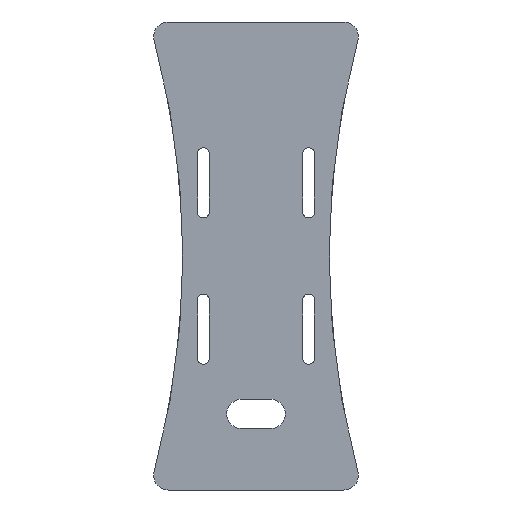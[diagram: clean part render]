
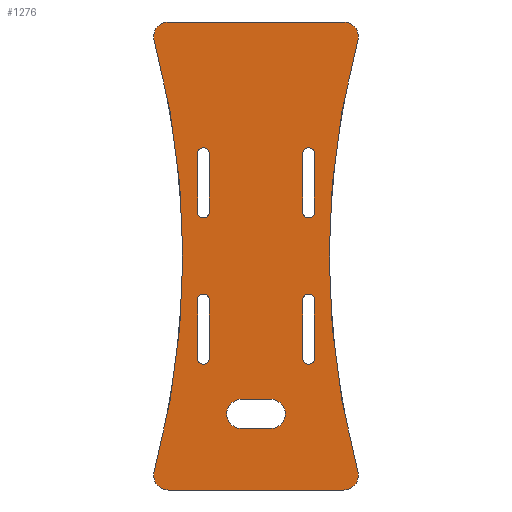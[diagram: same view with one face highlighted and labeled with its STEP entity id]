
A CAD part, front view. The second image highlights one B-rep face of the part: STEP entity #1276.
In plain terms, the highlighted planar face has unit normal (0, -1, 0).
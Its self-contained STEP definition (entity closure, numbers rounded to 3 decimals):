
#24=FACE_BOUND('',#410,.T.);
#25=FACE_BOUND('',#411,.T.);
#26=FACE_BOUND('',#412,.T.);
#27=FACE_BOUND('',#413,.T.);
#28=FACE_BOUND('',#414,.T.);
#50=PLANE('',#1455);
#73=LINE('',#2446,#155);
#77=LINE('',#2458,#159);
#81=LINE('',#2470,#163);
#85=LINE('',#2482,#167);
#89=LINE('',#2494,#171);
#93=LINE('',#2506,#175);
#97=LINE('',#2518,#179);
#101=LINE('',#2530,#183);
#105=LINE('',#2542,#187);
#109=LINE('',#2554,#191);
#121=LINE('',#2601,#203);
#126=LINE('',#2611,#208);
#155=VECTOR('',#1622,10.);
#159=VECTOR('',#1634,10.);
#163=VECTOR('',#1646,10.);
#167=VECTOR('',#1658,10.);
#171=VECTOR('',#1670,10.);
#175=VECTOR('',#1682,10.);
#179=VECTOR('',#1694,10.);
#183=VECTOR('',#1706,10.);
#187=VECTOR('',#1718,10.);
#191=VECTOR('',#1730,10.);
#203=VECTOR('',#1782,10.);
#208=VECTOR('',#1789,10.);
#328=FACE_OUTER_BOUND('',#409,.T.);
#409=EDGE_LOOP('',(#1169,#1170,#1171,#1172,#1173,#1174,#1175,#1176));
#410=EDGE_LOOP('',(#1177,#1178,#1179,#1180));
#411=EDGE_LOOP('',(#1181,#1182,#1183,#1184));
#412=EDGE_LOOP('',(#1185,#1186,#1187,#1188));
#413=EDGE_LOOP('',(#1189,#1190,#1191,#1192));
#414=EDGE_LOOP('',(#1193,#1194,#1195,#1196));
#476=CIRCLE('',#1373,5.);
#478=CIRCLE('',#1377,5.);
#480=CIRCLE('',#1381,2.);
#482=CIRCLE('',#1385,2.);
#484=CIRCLE('',#1389,2.);
#486=CIRCLE('',#1393,2.);
#488=CIRCLE('',#1397,2.);
#490=CIRCLE('',#1401,2.);
#492=CIRCLE('',#1405,2.);
#494=CIRCLE('',#1409,2.);
#511=CIRCLE('',#1441,5.);
#512=CIRCLE('',#1443,281.25);
#514=CIRCLE('',#1446,5.);
#515=CIRCLE('',#1448,5.);
#516=CIRCLE('',#1450,281.25);
#518=CIRCLE('',#1453,5.);
#573=VERTEX_POINT('',#2443);
#574=VERTEX_POINT('',#2445);
#576=VERTEX_POINT('',#2451);
#578=VERTEX_POINT('',#2457);
#581=VERTEX_POINT('',#2467);
#582=VERTEX_POINT('',#2469);
#584=VERTEX_POINT('',#2475);
#586=VERTEX_POINT('',#2481);
#589=VERTEX_POINT('',#2491);
#590=VERTEX_POINT('',#2493);
#592=VERTEX_POINT('',#2499);
#594=VERTEX_POINT('',#2505);
#597=VERTEX_POINT('',#2515);
#598=VERTEX_POINT('',#2517);
#600=VERTEX_POINT('',#2523);
#602=VERTEX_POINT('',#2529);
#605=VERTEX_POINT('',#2539);
#606=VERTEX_POINT('',#2541);
#608=VERTEX_POINT('',#2547);
#610=VERTEX_POINT('',#2553);
#624=VERTEX_POINT('',#2598);
#625=VERTEX_POINT('',#2600);
#628=VERTEX_POINT('',#2608);
#629=VERTEX_POINT('',#2610);
#635=VERTEX_POINT('',#2632);
#636=VERTEX_POINT('',#2636);
#637=VERTEX_POINT('',#2643);
#638=VERTEX_POINT('',#2647);
#721=EDGE_CURVE('',#574,#573,#73,.T.);
#724=EDGE_CURVE('',#576,#574,#476,.T.);
#727=EDGE_CURVE('',#578,#576,#77,.T.);
#730=EDGE_CURVE('',#573,#578,#478,.T.);
#733=EDGE_CURVE('',#582,#581,#81,.T.);
#736=EDGE_CURVE('',#584,#582,#480,.T.);
#739=EDGE_CURVE('',#586,#584,#85,.T.);
#742=EDGE_CURVE('',#581,#586,#482,.T.);
#745=EDGE_CURVE('',#590,#589,#89,.T.);
#748=EDGE_CURVE('',#592,#590,#484,.T.);
#751=EDGE_CURVE('',#594,#592,#93,.T.);
#754=EDGE_CURVE('',#589,#594,#486,.T.);
#757=EDGE_CURVE('',#598,#597,#97,.T.);
#760=EDGE_CURVE('',#600,#598,#488,.T.);
#763=EDGE_CURVE('',#602,#600,#101,.T.);
#766=EDGE_CURVE('',#597,#602,#490,.T.);
#769=EDGE_CURVE('',#606,#605,#105,.T.);
#772=EDGE_CURVE('',#608,#606,#492,.T.);
#775=EDGE_CURVE('',#610,#608,#109,.T.);
#778=EDGE_CURVE('',#605,#610,#494,.T.);
#797=EDGE_CURVE('',#624,#625,#121,.T.);
#802=EDGE_CURVE('',#628,#629,#126,.T.);
#813=EDGE_CURVE('',#635,#624,#511,.T.);
#815=EDGE_CURVE('',#636,#635,#512,.T.);
#818=EDGE_CURVE('',#629,#636,#514,.T.);
#819=EDGE_CURVE('',#637,#628,#515,.T.);
#821=EDGE_CURVE('',#638,#637,#516,.T.);
#824=EDGE_CURVE('',#625,#638,#518,.T.);
#1169=ORIENTED_EDGE('',*,*,#797,.F.);
#1170=ORIENTED_EDGE('',*,*,#813,.F.);
#1171=ORIENTED_EDGE('',*,*,#815,.F.);
#1172=ORIENTED_EDGE('',*,*,#818,.F.);
#1173=ORIENTED_EDGE('',*,*,#802,.F.);
#1174=ORIENTED_EDGE('',*,*,#819,.F.);
#1175=ORIENTED_EDGE('',*,*,#821,.F.);
#1176=ORIENTED_EDGE('',*,*,#824,.F.);
#1177=ORIENTED_EDGE('',*,*,#727,.T.);
#1178=ORIENTED_EDGE('',*,*,#724,.T.);
#1179=ORIENTED_EDGE('',*,*,#721,.T.);
#1180=ORIENTED_EDGE('',*,*,#730,.T.);
#1181=ORIENTED_EDGE('',*,*,#739,.T.);
#1182=ORIENTED_EDGE('',*,*,#736,.T.);
#1183=ORIENTED_EDGE('',*,*,#733,.T.);
#1184=ORIENTED_EDGE('',*,*,#742,.T.);
#1185=ORIENTED_EDGE('',*,*,#751,.T.);
#1186=ORIENTED_EDGE('',*,*,#748,.T.);
#1187=ORIENTED_EDGE('',*,*,#745,.T.);
#1188=ORIENTED_EDGE('',*,*,#754,.T.);
#1189=ORIENTED_EDGE('',*,*,#763,.T.);
#1190=ORIENTED_EDGE('',*,*,#760,.T.);
#1191=ORIENTED_EDGE('',*,*,#757,.T.);
#1192=ORIENTED_EDGE('',*,*,#766,.T.);
#1193=ORIENTED_EDGE('',*,*,#775,.T.);
#1194=ORIENTED_EDGE('',*,*,#772,.T.);
#1195=ORIENTED_EDGE('',*,*,#769,.T.);
#1196=ORIENTED_EDGE('',*,*,#778,.T.);
#1276=ADVANCED_FACE('',(#328,#24,#25,#26,#27,#28),#50,.F.);
#1373=AXIS2_PLACEMENT_3D('',#2452,#1628,#1629);
#1377=AXIS2_PLACEMENT_3D('',#2462,#1640,#1641);
#1381=AXIS2_PLACEMENT_3D('',#2476,#1652,#1653);
#1385=AXIS2_PLACEMENT_3D('',#2486,#1664,#1665);
#1389=AXIS2_PLACEMENT_3D('',#2500,#1676,#1677);
#1393=AXIS2_PLACEMENT_3D('',#2510,#1688,#1689);
#1397=AXIS2_PLACEMENT_3D('',#2524,#1700,#1701);
#1401=AXIS2_PLACEMENT_3D('',#2534,#1712,#1713);
#1405=AXIS2_PLACEMENT_3D('',#2548,#1724,#1725);
#1409=AXIS2_PLACEMENT_3D('',#2558,#1736,#1737);
#1441=AXIS2_PLACEMENT_3D('',#2633,#1818,#1819);
#1443=AXIS2_PLACEMENT_3D('',#2637,#1823,#1824);
#1446=AXIS2_PLACEMENT_3D('',#2641,#1830,#1831);
#1448=AXIS2_PLACEMENT_3D('',#2644,#1834,#1835);
#1450=AXIS2_PLACEMENT_3D('',#2648,#1839,#1840);
#1453=AXIS2_PLACEMENT_3D('',#2652,#1846,#1847);
#1455=AXIS2_PLACEMENT_3D('',#2654,#1850,#1851);
#1622=DIRECTION('',(1.,0.,0.));
#1628=DIRECTION('center_axis',(0.,1.,0.));
#1629=DIRECTION('ref_axis',(0.,0.,1.));
#1634=DIRECTION('',(-1.,0.,0.));
#1640=DIRECTION('center_axis',(0.,1.,0.));
#1641=DIRECTION('ref_axis',(0.,0.,-1.));
#1646=DIRECTION('',(0.,0.,-1.));
#1652=DIRECTION('center_axis',(0.,1.,0.));
#1653=DIRECTION('ref_axis',(1.,0.,0.));
#1658=DIRECTION('',(0.,0.,1.));
#1664=DIRECTION('center_axis',(0.,1.,0.));
#1665=DIRECTION('ref_axis',(-1.,0.,0.));
#1670=DIRECTION('',(0.,0.,-1.));
#1676=DIRECTION('center_axis',(0.,1.,0.));
#1677=DIRECTION('ref_axis',(-1.,0.,0.));
#1682=DIRECTION('',(0.,0.,1.));
#1688=DIRECTION('center_axis',(0.,1.,0.));
#1689=DIRECTION('ref_axis',(1.,0.,0.));
#1694=DIRECTION('',(0.,0.,1.));
#1700=DIRECTION('center_axis',(0.,1.,0.));
#1701=DIRECTION('ref_axis',(1.,0.,0.));
#1706=DIRECTION('',(0.,0.,-1.));
#1712=DIRECTION('center_axis',(0.,1.,0.));
#1713=DIRECTION('ref_axis',(-1.,0.,0.));
#1718=DIRECTION('',(0.,0.,1.));
#1724=DIRECTION('center_axis',(0.,1.,0.));
#1725=DIRECTION('ref_axis',(-1.,0.,0.));
#1730=DIRECTION('',(0.,0.,-1.));
#1736=DIRECTION('center_axis',(0.,1.,0.));
#1737=DIRECTION('ref_axis',(1.,0.,0.));
#1782=DIRECTION('',(-1.,0.,0.));
#1789=DIRECTION('',(1.,0.,0.));
#1818=DIRECTION('center_axis',(0.,1.,0.));
#1819=DIRECTION('ref_axis',(0.965,0.,0.262));
#1823=DIRECTION('center_axis',(0.,-1.,0.));
#1824=DIRECTION('ref_axis',(0.965,0.,0.262));
#1830=DIRECTION('center_axis',(0.,1.,0.));
#1831=DIRECTION('ref_axis',(0.,0.,1.));
#1834=DIRECTION('center_axis',(0.,1.,0.));
#1835=DIRECTION('ref_axis',(-0.965,0.,-0.262));
#1839=DIRECTION('center_axis',(0.,-1.,0.));
#1840=DIRECTION('ref_axis',(-0.965,0.,-0.262));
#1846=DIRECTION('center_axis',(0.,1.,0.));
#1847=DIRECTION('ref_axis',(0.,0.,-1.));
#1850=DIRECTION('center_axis',(0.,1.,0.));
#1851=DIRECTION('ref_axis',(0.,0.,1.));
#2443=CARTESIAN_POINT('',(5.,0.,-49.));
#2445=CARTESIAN_POINT('',(-5.,0.,-49.));
#2446=CARTESIAN_POINT('',(-2.5,0.,-49.));
#2451=CARTESIAN_POINT('',(-5.,0.,-59.));
#2452=CARTESIAN_POINT('Origin',(-5.,0.,-54.));
#2457=CARTESIAN_POINT('',(5.,0.,-59.));
#2458=CARTESIAN_POINT('',(2.5,0.,-59.));
#2462=CARTESIAN_POINT('Origin',(5.,0.,-54.));
#2467=CARTESIAN_POINT('',(-16.,0.,-35.));
#2469=CARTESIAN_POINT('',(-16.,0.,-15.));
#2470=CARTESIAN_POINT('',(-16.,0.,-7.5));
#2475=CARTESIAN_POINT('',(-20.,0.,-15.));
#2476=CARTESIAN_POINT('Origin',(-18.,0.,-15.));
#2481=CARTESIAN_POINT('',(-20.,0.,-35.));
#2482=CARTESIAN_POINT('',(-20.,0.,-17.5));
#2486=CARTESIAN_POINT('Origin',(-18.,0.,-35.));
#2491=CARTESIAN_POINT('',(-16.,0.,15.));
#2493=CARTESIAN_POINT('',(-16.,0.,35.));
#2494=CARTESIAN_POINT('',(-16.,0.,7.5));
#2499=CARTESIAN_POINT('',(-20.,0.,35.));
#2500=CARTESIAN_POINT('Origin',(-18.,0.,35.));
#2505=CARTESIAN_POINT('',(-20.,0.,15.));
#2506=CARTESIAN_POINT('',(-20.,0.,17.5));
#2510=CARTESIAN_POINT('Origin',(-18.,0.,15.));
#2515=CARTESIAN_POINT('',(16.,0.,-15.));
#2517=CARTESIAN_POINT('',(16.,0.,-35.));
#2518=CARTESIAN_POINT('',(16.,0.,-7.5));
#2523=CARTESIAN_POINT('',(20.,0.,-35.));
#2524=CARTESIAN_POINT('Origin',(18.,0.,-35.));
#2529=CARTESIAN_POINT('',(20.,0.,-15.));
#2530=CARTESIAN_POINT('',(20.,0.,-17.5));
#2534=CARTESIAN_POINT('Origin',(18.,0.,-15.));
#2539=CARTESIAN_POINT('',(16.,0.,35.));
#2541=CARTESIAN_POINT('',(16.,0.,15.));
#2542=CARTESIAN_POINT('',(16.,0.,7.5));
#2547=CARTESIAN_POINT('',(20.,0.,15.));
#2548=CARTESIAN_POINT('Origin',(18.,0.,15.));
#2553=CARTESIAN_POINT('',(20.,0.,35.));
#2554=CARTESIAN_POINT('',(20.,0.,17.5));
#2558=CARTESIAN_POINT('Origin',(18.,0.,35.));
#2598=CARTESIAN_POINT('',(30.,0.,-80.));
#2600=CARTESIAN_POINT('',(-30.,0.,-80.));
#2601=CARTESIAN_POINT('',(30.,0.,-80.));
#2608=CARTESIAN_POINT('',(-30.,0.,80.));
#2610=CARTESIAN_POINT('',(30.,0.,80.));
#2611=CARTESIAN_POINT('',(-30.,0.,80.));
#2632=CARTESIAN_POINT('',(34.825,0.,-73.69));
#2633=CARTESIAN_POINT('Origin',(30.,0.,-75.));
#2636=CARTESIAN_POINT('',(34.825,0.,73.69));
#2637=CARTESIAN_POINT('Origin',(306.25,0.,0.));
#2641=CARTESIAN_POINT('Origin',(30.,0.,75.));
#2643=CARTESIAN_POINT('',(-34.825,0.,73.69));
#2644=CARTESIAN_POINT('Origin',(-30.,0.,75.));
#2647=CARTESIAN_POINT('',(-34.825,0.,-73.69));
#2648=CARTESIAN_POINT('Origin',(-306.25,0.,0.));
#2652=CARTESIAN_POINT('Origin',(-30.,0.,-75.));
#2654=CARTESIAN_POINT('Origin',(0.,0.,0.));
